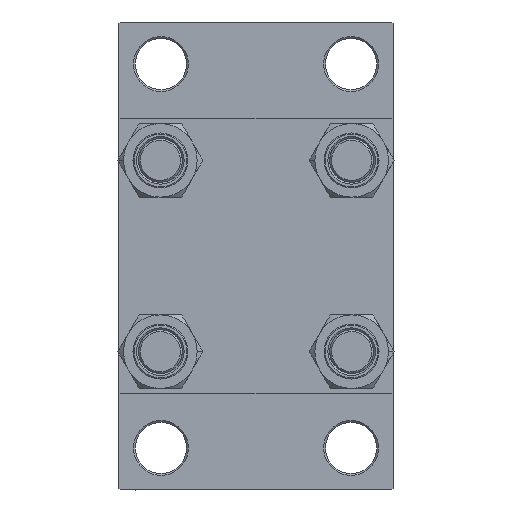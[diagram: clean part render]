
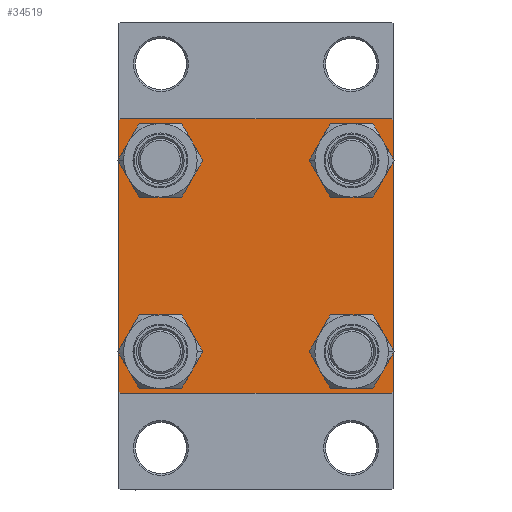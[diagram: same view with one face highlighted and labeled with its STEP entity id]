
A CAD part, left-side view. The second image highlights one B-rep face of the part: STEP entity #34519.
In plain terms, the highlighted planar face has unit normal (-1, 0, 0).
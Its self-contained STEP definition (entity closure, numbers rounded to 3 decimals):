
#121 = CARTESIAN_POINT ( 'NONE',  ( 0., 37.5, -37.5 ) ) ;
#509 = ORIENTED_EDGE ( 'NONE', *, *, #2111, .T. ) ;
#579 = DIRECTION ( 'NONE',  ( 0., 0., 1. ) ) ;
#604 = PLANE ( 'NONE',  #44399 ) ;
#1219 = ORIENTED_EDGE ( 'NONE', *, *, #49250, .T. ) ;
#1379 = EDGE_CURVE ( 'NONE', #47422, #2986, #25925, .T. ) ;
#1385 = AXIS2_PLACEMENT_3D ( 'NONE', #39234, #19984, #35440 ) ;
#1593 = DIRECTION ( 'NONE',  ( 0., 0., 1. ) ) ;
#2111 = EDGE_CURVE ( 'NONE', #4224, #22322, #35777, .T. ) ;
#2291 = FACE_OUTER_BOUND ( 'NONE', #25457, .T. ) ;
#2819 = EDGE_CURVE ( 'NONE', #2986, #47422, #42124, .T. ) ;
#2986 = VERTEX_POINT ( 'NONE', #30040 ) ;
#3132 = DIRECTION ( 'NONE',  ( 1., 0., 0. ) ) ;
#3439 = CARTESIAN_POINT ( 'NONE',  ( 0., -37., 37.5 ) ) ;
#3754 = EDGE_CURVE ( 'NONE', #6894, #19199, #42982, .T. ) ;
#3757 = AXIS2_PLACEMENT_3D ( 'NONE', #13476, #17770, #1593 ) ;
#3835 = CIRCLE ( 'NONE', #30504, 6.5 ) ;
#4049 = CARTESIAN_POINT ( 'NONE',  ( 0., 37., -37.5 ) ) ;
#4224 = VERTEX_POINT ( 'NONE', #39364 ) ;
#4259 = DIRECTION ( 'NONE',  ( 1., 0., 0. ) ) ;
#4327 = VERTEX_POINT ( 'NONE', #21862 ) ;
#4370 = DIRECTION ( 'NONE',  ( 1., 0., 0. ) ) ;
#5154 = FACE_BOUND ( 'NONE', #20051, .T. ) ;
#5209 = ORIENTED_EDGE ( 'NONE', *, *, #8278, .F. ) ;
#5792 = VECTOR ( 'NONE', #45895, 1000. ) ;
#6155 = AXIS2_PLACEMENT_3D ( 'NONE', #30207, #3132, #45410 ) ;
#6423 = DIRECTION ( 'NONE',  ( 0., 0., 1. ) ) ;
#6894 = VERTEX_POINT ( 'NONE', #6912 ) ;
#6912 = CARTESIAN_POINT ( 'NONE',  ( 0., 37., 37.5 ) ) ;
#7097 = EDGE_LOOP ( 'NONE', ( #44391, #47420 ) ) ;
#7680 = ORIENTED_EDGE ( 'NONE', *, *, #28220, .T. ) ;
#8278 = EDGE_CURVE ( 'NONE', #6894, #18983, #29702, .T. ) ;
#8555 = DIRECTION ( 'NONE',  ( 0., 0.707, 0.707 ) ) ;
#8704 = FACE_BOUND ( 'NONE', #42944, .T. ) ;
#9874 = DIRECTION ( 'NONE',  ( 0., 0., -1. ) ) ;
#10174 = VERTEX_POINT ( 'NONE', #12203 ) ;
#10921 = ORIENTED_EDGE ( 'NONE', *, *, #28450, .T. ) ;
#11348 = LINE ( 'NONE', #47033, #47086 ) ;
#11971 = EDGE_CURVE ( 'NONE', #21520, #22322, #44563, .T. ) ;
#12059 = ORIENTED_EDGE ( 'NONE', *, *, #26390, .T. ) ;
#12203 = CARTESIAN_POINT ( 'NONE',  ( 0., 26.15, 19.65 ) ) ;
#12242 = DIRECTION ( 'NONE',  ( 0., -0.707, 0.707 ) ) ;
#12257 = DIRECTION ( 'NONE',  ( -1., 0., 0. ) ) ;
#13476 = CARTESIAN_POINT ( 'NONE',  ( 0., -26.15, 26.15 ) ) ;
#15362 = DIRECTION ( 'NONE',  ( 1., 0., 0. ) ) ;
#16046 = CARTESIAN_POINT ( 'NONE',  ( 0., 0., 0. ) ) ;
#16895 = CARTESIAN_POINT ( 'NONE',  ( 0., 37.25, 37.25 ) ) ;
#17380 = VERTEX_POINT ( 'NONE', #4049 ) ;
#17727 = DIRECTION ( 'NONE',  ( 0., 0., 1. ) ) ;
#17770 = DIRECTION ( 'NONE',  ( 1., 0., 0. ) ) ;
#18337 = EDGE_CURVE ( 'NONE', #36004, #26475, #32034, .T. ) ;
#18659 = AXIS2_PLACEMENT_3D ( 'NONE', #38943, #4259, #23995 ) ;
#18803 = DIRECTION ( 'NONE',  ( 0., -1., 0. ) ) ;
#18983 = VERTEX_POINT ( 'NONE', #3439 ) ;
#19084 = VERTEX_POINT ( 'NONE', #34819 ) ;
#19199 = VERTEX_POINT ( 'NONE', #25415 ) ;
#19801 = DIRECTION ( 'NONE',  ( 0., 0., 1. ) ) ;
#19984 = DIRECTION ( 'NONE',  ( 1., 0., 0. ) ) ;
#19988 = CIRCLE ( 'NONE', #1385, 6.5 ) ;
#20051 = EDGE_LOOP ( 'NONE', ( #47095, #41815 ) ) ;
#20092 = CARTESIAN_POINT ( 'NONE',  ( 0., 26.15, -19.65 ) ) ;
#20612 = VERTEX_POINT ( 'NONE', #38301 ) ;
#20926 = ORIENTED_EDGE ( 'NONE', *, *, #40845, .T. ) ;
#21520 = VERTEX_POINT ( 'NONE', #32348 ) ;
#21553 = CIRCLE ( 'NONE', #3757, 6.5 ) ;
#21862 = CARTESIAN_POINT ( 'NONE',  ( 0., -26.15, 19.65 ) ) ;
#21885 = AXIS2_PLACEMENT_3D ( 'NONE', #23608, #4370, #579 ) ;
#22122 = VECTOR ( 'NONE', #9874, 1000. ) ;
#22322 = VERTEX_POINT ( 'NONE', #26540 ) ;
#23228 = CIRCLE ( 'NONE', #28879, 6.5 ) ;
#23596 = DIRECTION ( 'NONE',  ( 1., 0., 0. ) ) ;
#23608 = CARTESIAN_POINT ( 'NONE',  ( 0., -26.15, -26.15 ) ) ;
#23995 = DIRECTION ( 'NONE',  ( 0., 0., 1. ) ) ;
#24077 = DIRECTION ( 'NONE',  ( 0., -0.707, -0.707 ) ) ;
#24379 = ORIENTED_EDGE ( 'NONE', *, *, #11971, .F. ) ;
#24422 = CARTESIAN_POINT ( 'NONE',  ( 0., -26.15, -19.65 ) ) ;
#24474 = DIRECTION ( 'NONE',  ( 0., 0.707, -0.707 ) ) ;
#25390 = DIRECTION ( 'NONE',  ( 1., 0., 0. ) ) ;
#25415 = CARTESIAN_POINT ( 'NONE',  ( 0., 37.5, 37. ) ) ;
#25457 = EDGE_LOOP ( 'NONE', ( #43693, #12059, #7680, #509, #24379, #42606, #5209, #30755 ) ) ;
#25925 = CIRCLE ( 'NONE', #21885, 6.5 ) ;
#26390 = EDGE_CURVE ( 'NONE', #34966, #17380, #43331, .T. ) ;
#26475 = VERTEX_POINT ( 'NONE', #44082 ) ;
#26540 = CARTESIAN_POINT ( 'NONE',  ( 0., -37.5, -37. ) ) ;
#26931 = LINE ( 'NONE', #121, #34512 ) ;
#28220 = EDGE_CURVE ( 'NONE', #17380, #4224, #26931, .T. ) ;
#28450 = EDGE_CURVE ( 'NONE', #10174, #20612, #3835, .T. ) ;
#28879 = AXIS2_PLACEMENT_3D ( 'NONE', #30561, #15362, #38405 ) ;
#29443 = CARTESIAN_POINT ( 'NONE',  ( 0., 26.15, 26.15 ) ) ;
#29702 = LINE ( 'NONE', #38045, #42333 ) ;
#30040 = CARTESIAN_POINT ( 'NONE',  ( 0., -26.15, -32.65 ) ) ;
#30050 = CARTESIAN_POINT ( 'NONE',  ( 0., 37.5, -37. ) ) ;
#30207 = CARTESIAN_POINT ( 'NONE',  ( 0., 26.15, -26.15 ) ) ;
#30504 = AXIS2_PLACEMENT_3D ( 'NONE', #29443, #25390, #6423 ) ;
#30561 = CARTESIAN_POINT ( 'NONE',  ( 0., 26.15, -26.15 ) ) ;
#30755 = ORIENTED_EDGE ( 'NONE', *, *, #3754, .T. ) ;
#30949 = CARTESIAN_POINT ( 'NONE',  ( 0., -26.15, 26.15 ) ) ;
#31496 = FACE_BOUND ( 'NONE', #37341, .T. ) ;
#31537 = EDGE_CURVE ( 'NONE', #26475, #36004, #23228, .T. ) ;
#32034 = CIRCLE ( 'NONE', #6155, 6.5 ) ;
#32348 = CARTESIAN_POINT ( 'NONE',  ( 0., -37.5, 37. ) ) ;
#33327 = LINE ( 'NONE', #40674, #5792 ) ;
#34512 = VECTOR ( 'NONE', #42394, 1000. ) ;
#34519 = ADVANCED_FACE ( 'NONE', ( #31496, #5154, #39084, #8704, #2291 ), #604, .T. ) ;
#34819 = CARTESIAN_POINT ( 'NONE',  ( 0., -26.15, 32.65 ) ) ;
#34966 = VERTEX_POINT ( 'NONE', #30050 ) ;
#35440 = DIRECTION ( 'NONE',  ( 0., 0., 1. ) ) ;
#35777 = LINE ( 'NONE', #47668, #36452 ) ;
#36004 = VERTEX_POINT ( 'NONE', #20092 ) ;
#36452 = VECTOR ( 'NONE', #12242, 1000. ) ;
#37341 = EDGE_LOOP ( 'NONE', ( #40359, #20926 ) ) ;
#38045 = CARTESIAN_POINT ( 'NONE',  ( 0., 37.5, 37.5 ) ) ;
#38301 = CARTESIAN_POINT ( 'NONE',  ( 0., 26.15, 32.65 ) ) ;
#38405 = DIRECTION ( 'NONE',  ( 0., 0., 1. ) ) ;
#38484 = VECTOR ( 'NONE', #24077, 1000. ) ;
#38943 = CARTESIAN_POINT ( 'NONE',  ( 0., -26.15, -26.15 ) ) ;
#39084 = FACE_BOUND ( 'NONE', #7097, .T. ) ;
#39234 = CARTESIAN_POINT ( 'NONE',  ( 0., 26.15, 26.15 ) ) ;
#39364 = CARTESIAN_POINT ( 'NONE',  ( 0., -37., -37.5 ) ) ;
#39723 = CIRCLE ( 'NONE', #48644, 6.5 ) ;
#40359 = ORIENTED_EDGE ( 'NONE', *, *, #47780, .T. ) ;
#40520 = CARTESIAN_POINT ( 'NONE',  ( 0., -37.5, 37.5 ) ) ;
#40587 = EDGE_CURVE ( 'NONE', #19199, #34966, #33327, .T. ) ;
#40674 = CARTESIAN_POINT ( 'NONE',  ( 0., 37.5, 37.5 ) ) ;
#40845 = EDGE_CURVE ( 'NONE', #4327, #19084, #39723, .T. ) ;
#41815 = ORIENTED_EDGE ( 'NONE', *, *, #2819, .T. ) ;
#42124 = CIRCLE ( 'NONE', #18659, 6.5 ) ;
#42328 = EDGE_CURVE ( 'NONE', #21520, #18983, #11348, .T. ) ;
#42333 = VECTOR ( 'NONE', #18803, 1000. ) ;
#42394 = DIRECTION ( 'NONE',  ( 0., -1., 0. ) ) ;
#42606 = ORIENTED_EDGE ( 'NONE', *, *, #42328, .T. ) ;
#42944 = EDGE_LOOP ( 'NONE', ( #1219, #10921 ) ) ;
#42982 = LINE ( 'NONE', #16895, #43795 ) ;
#43331 = LINE ( 'NONE', #46363, #38484 ) ;
#43693 = ORIENTED_EDGE ( 'NONE', *, *, #40587, .T. ) ;
#43795 = VECTOR ( 'NONE', #24474, 1000. ) ;
#44082 = CARTESIAN_POINT ( 'NONE',  ( 0., 26.15, -32.65 ) ) ;
#44391 = ORIENTED_EDGE ( 'NONE', *, *, #18337, .T. ) ;
#44399 = AXIS2_PLACEMENT_3D ( 'NONE', #16046, #12257, #17727 ) ;
#44563 = LINE ( 'NONE', #40520, #22122 ) ;
#45410 = DIRECTION ( 'NONE',  ( 0., 0., 1. ) ) ;
#45895 = DIRECTION ( 'NONE',  ( 0., 0., -1. ) ) ;
#46363 = CARTESIAN_POINT ( 'NONE',  ( 0., 37.25, -37.25 ) ) ;
#47033 = CARTESIAN_POINT ( 'NONE',  ( 0., -37.25, 37.25 ) ) ;
#47086 = VECTOR ( 'NONE', #8555, 1000. ) ;
#47095 = ORIENTED_EDGE ( 'NONE', *, *, #1379, .T. ) ;
#47420 = ORIENTED_EDGE ( 'NONE', *, *, #31537, .T. ) ;
#47422 = VERTEX_POINT ( 'NONE', #24422 ) ;
#47668 = CARTESIAN_POINT ( 'NONE',  ( 0., -37.25, -37.25 ) ) ;
#47780 = EDGE_CURVE ( 'NONE', #19084, #4327, #21553, .T. ) ;
#48644 = AXIS2_PLACEMENT_3D ( 'NONE', #30949, #23596, #19801 ) ;
#49250 = EDGE_CURVE ( 'NONE', #20612, #10174, #19988, .T. ) ;
